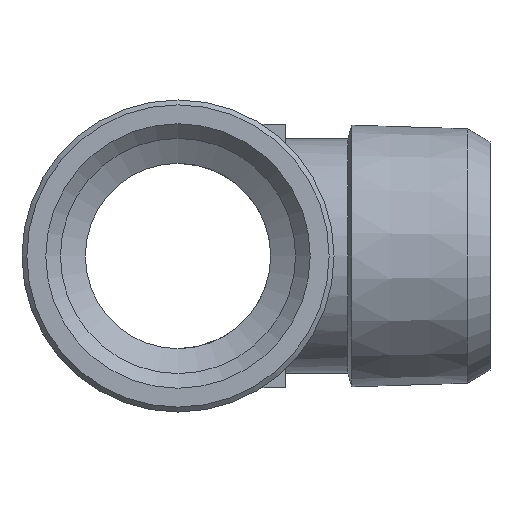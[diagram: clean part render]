
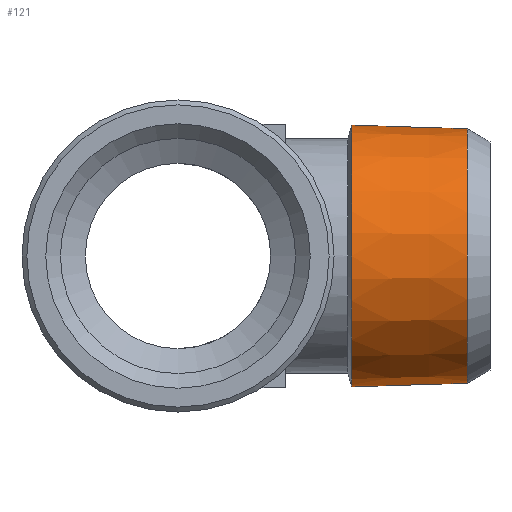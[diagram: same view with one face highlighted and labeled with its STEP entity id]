
A CAD part, left-side view. The second image highlights one B-rep face of the part: STEP entity #121.
In plain terms, the highlighted conical face has half-angle 1.79 degrees and reference radius 13.05 mm.
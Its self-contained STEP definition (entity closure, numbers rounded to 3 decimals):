
#20 = AXIS2_PLACEMENT_3D ( 'NONE', #254, #253, #252 ) ;
#33 = AXIS2_PLACEMENT_3D ( 'NONE', #195, #194, #192 ) ;
#65 = EDGE_CURVE ( 'NONE', #851, #851, #1045, .T. ) ;
#72 = EDGE_CURVE ( 'NONE', #862, #862, #1047, .T. ) ;
#121 = ADVANCED_FACE ( 'NONE', ( #886, #882 ), #874, .T. ) ;
#192 = DIRECTION ( 'NONE',  ( 0., 0., -1. ) ) ;
#194 = DIRECTION ( 'NONE',  ( 0., -1., 0. ) ) ;
#195 = CARTESIAN_POINT ( 'NONE',  ( 228.895, -23.197, -25. ) ) ;
#252 = DIRECTION ( 'NONE',  ( 0., 0., 1. ) ) ;
#253 = DIRECTION ( 'NONE',  ( 0., -1., 0. ) ) ;
#254 = CARTESIAN_POINT ( 'NONE',  ( 228.895, -35.05, -25. ) ) ;
#453 = DIRECTION ( 'NONE',  ( 0., 1., 0. ) ) ;
#458 = DIRECTION ( 'NONE',  ( 0., 0., 1. ) ) ;
#459 = CARTESIAN_POINT ( 'NONE',  ( 228.895, -35.05, -25. ) ) ;
#658 = CARTESIAN_POINT ( 'NONE',  ( 228.895, -23.197, -38.42 ) ) ;
#678 = CARTESIAN_POINT ( 'NONE',  ( 228.895, -35.05, -11.95 ) ) ;
#741 = AXIS2_PLACEMENT_3D ( 'NONE', #459, #453, #458 ) ;
#851 = VERTEX_POINT ( 'NONE', #658 ) ;
#862 = VERTEX_POINT ( 'NONE', #678 ) ;
#874 = CONICAL_SURFACE ( 'NONE', #741, 13.05, 0.031 ) ;
#882 = FACE_BOUND ( 'NONE', #1255, .T. ) ;
#886 = FACE_OUTER_BOUND ( 'NONE', #1256, .T. ) ;
#894 = ORIENTED_EDGE ( 'NONE', *, *, #72, .F. ) ;
#930 = ORIENTED_EDGE ( 'NONE', *, *, #65, .T. ) ;
#1045 = CIRCLE ( 'NONE', #33, 13.42 ) ;
#1047 = CIRCLE ( 'NONE', #20, 13.05 ) ;
#1255 = EDGE_LOOP ( 'NONE', ( #894 ) ) ;
#1256 = EDGE_LOOP ( 'NONE', ( #930 ) ) ;
